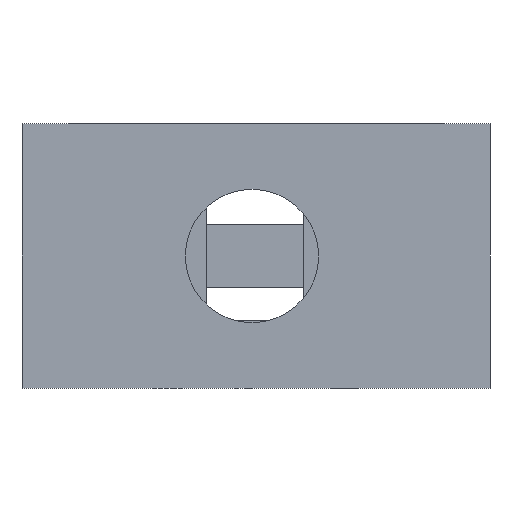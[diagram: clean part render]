
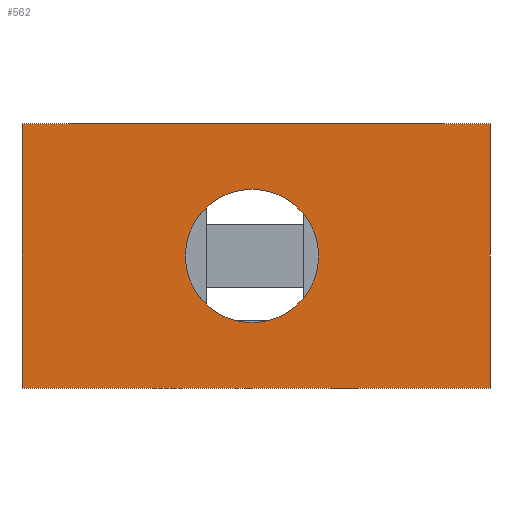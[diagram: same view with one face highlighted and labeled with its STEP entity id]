
A CAD part, front view. The second image highlights one B-rep face of the part: STEP entity #562.
In plain terms, the highlighted planar face has unit normal (0, -1, 0).
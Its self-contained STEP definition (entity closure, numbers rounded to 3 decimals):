
#33=CIRCLE('',#608,7.55);
#53=FACE_BOUND('',#113,.T.);
#79=FACE_OUTER_BOUND('',#112,.T.);
#112=EDGE_LOOP('',(#444,#445,#446,#447));
#113=EDGE_LOOP('',(#448));
#175=LINE('',#859,#232);
#182=LINE('',#871,#239);
#183=LINE('',#874,#240);
#184=LINE('',#875,#241);
#232=VECTOR('',#696,10.);
#239=VECTOR('',#705,10.);
#240=VECTOR('',#708,10.);
#241=VECTOR('',#709,10.);
#285=VERTEX_POINT('',#856);
#286=VERTEX_POINT('',#858);
#289=VERTEX_POINT('',#867);
#291=VERTEX_POINT('',#873);
#292=VERTEX_POINT('',#876);
#343=EDGE_CURVE('',#285,#286,#175,.T.);
#350=EDGE_CURVE('',#286,#289,#182,.T.);
#351=EDGE_CURVE('',#291,#289,#183,.T.);
#352=EDGE_CURVE('',#285,#291,#184,.T.);
#353=EDGE_CURVE('',#292,#292,#33,.T.);
#444=ORIENTED_EDGE('',*,*,#351,.T.);
#445=ORIENTED_EDGE('',*,*,#350,.F.);
#446=ORIENTED_EDGE('',*,*,#343,.F.);
#447=ORIENTED_EDGE('',*,*,#352,.T.);
#448=ORIENTED_EDGE('',*,*,#353,.T.);
#544=PLANE('',#607);
#562=ADVANCED_FACE('',(#79,#53),#544,.T.);
#607=AXIS2_PLACEMENT_3D('',#872,#706,#707);
#608=AXIS2_PLACEMENT_3D('',#877,#710,#711);
#696=DIRECTION('',(1.,0.,0.));
#705=DIRECTION('',(0.,0.,-1.));
#706=DIRECTION('center_axis',(0.,-1.,0.));
#707=DIRECTION('ref_axis',(1.,0.,0.));
#708=DIRECTION('',(1.,0.,0.));
#709=DIRECTION('',(0.,0.,-1.));
#710=DIRECTION('center_axis',(0.,1.,0.));
#711=DIRECTION('ref_axis',(1.,0.,0.));
#856=CARTESIAN_POINT('',(-26.5,-17.5,30.));
#858=CARTESIAN_POINT('',(26.5,-17.5,30.));
#859=CARTESIAN_POINT('',(22.5,-17.5,30.));
#867=CARTESIAN_POINT('',(26.5,-17.5,0.));
#871=CARTESIAN_POINT('',(26.5,-17.5,0.));
#872=CARTESIAN_POINT('Origin',(-22.5,-17.5,0.));
#873=CARTESIAN_POINT('',(-26.5,-17.5,0.));
#874=CARTESIAN_POINT('',(22.5,-17.5,0.));
#875=CARTESIAN_POINT('',(-26.5,-17.5,0.));
#876=CARTESIAN_POINT('',(-8.004,-17.5,15.));
#877=CARTESIAN_POINT('Origin',(-0.454,-17.5,15.));
